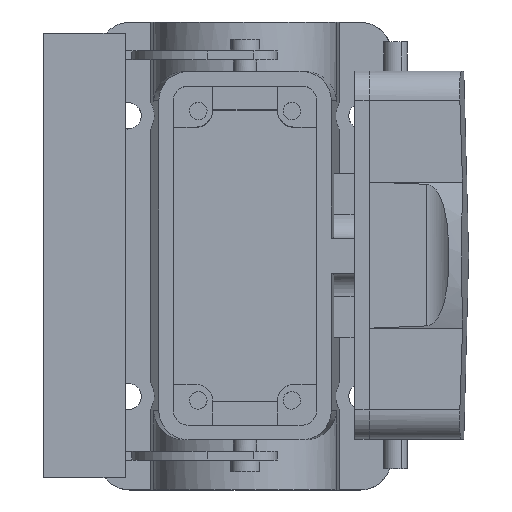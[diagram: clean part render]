
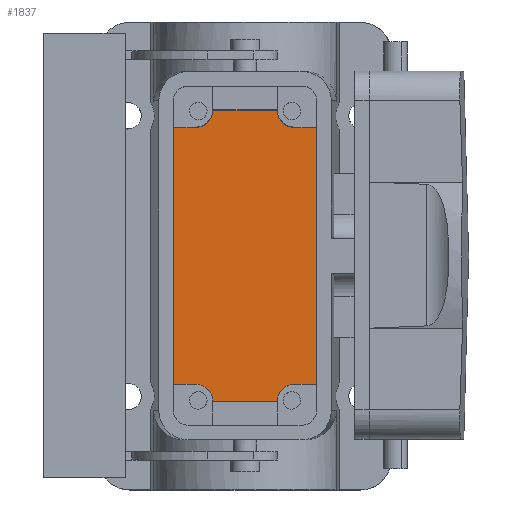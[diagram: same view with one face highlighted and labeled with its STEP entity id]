
A CAD part, top view. The second image highlights one B-rep face of the part: STEP entity #1837.
In plain terms, the highlighted planar face has unit normal (0, 0, 1).
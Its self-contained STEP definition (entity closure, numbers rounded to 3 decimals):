
#355=AXIS2_PLACEMENT_3D('Circle Axis2P3D',#353,#354,$) ;
#404=AXIS2_PLACEMENT_3D('Circle Axis2P3D',#402,#403,$) ;
#1774=AXIS2_PLACEMENT_3D('Plane Axis2P3D',#1771,#1772,#1773) ;
#1792=AXIS2_PLACEMENT_3D('Circle Axis2P3D',#1790,#1791,$) ;
#1806=AXIS2_PLACEMENT_3D('Circle Axis2P3D',#1804,#1805,$) ;
#350=CARTESIAN_POINT('Vertex',(26.,62.,4.5)) ;
#353=CARTESIAN_POINT('Axis2P3D Location',(26.,65.,4.5)) ;
#357=CARTESIAN_POINT('Vertex',(29.,65.,4.5)) ;
#378=CARTESIAN_POINT('Line Origine',(34.5,65.,4.5)) ;
#382=CARTESIAN_POINT('Vertex',(40.,65.,4.5)) ;
#402=CARTESIAN_POINT('Axis2P3D Location',(43.,65.,4.5)) ;
#406=CARTESIAN_POINT('Vertex',(43.,62.,4.5)) ;
#426=CARTESIAN_POINT('Line Origine',(44.875,62.,4.5)) ;
#430=CARTESIAN_POINT('Vertex',(46.75,62.,4.5)) ;
#546=CARTESIAN_POINT('Vertex',(22.25,62.,4.5)) ;
#549=CARTESIAN_POINT('Line Origine',(24.125,62.,4.5)) ;
#1771=CARTESIAN_POINT('Axis2P3D Location',(34.5,40.,4.5)) ;
#1776=CARTESIAN_POINT('Line Origine',(22.25,40.,4.5)) ;
#1780=CARTESIAN_POINT('Vertex',(22.25,18.,4.5)) ;
#1783=CARTESIAN_POINT('Line Origine',(24.125,18.,4.5)) ;
#1787=CARTESIAN_POINT('Vertex',(26.,18.,4.5)) ;
#1790=CARTESIAN_POINT('Axis2P3D Location',(26.,15.,4.5)) ;
#1794=CARTESIAN_POINT('Vertex',(29.,15.,4.5)) ;
#1797=CARTESIAN_POINT('Line Origine',(34.5,15.,4.5)) ;
#1801=CARTESIAN_POINT('Vertex',(40.,15.,4.5)) ;
#1804=CARTESIAN_POINT('Axis2P3D Location',(43.,15.,4.5)) ;
#1808=CARTESIAN_POINT('Vertex',(43.,18.,4.5)) ;
#1811=CARTESIAN_POINT('Line Origine',(44.875,18.,4.5)) ;
#1815=CARTESIAN_POINT('Vertex',(46.75,18.,4.5)) ;
#1818=CARTESIAN_POINT('Line Origine',(46.75,40.,4.5)) ;
#354=DIRECTION('Axis2P3D Direction',(0.,0.,-1.)) ;
#379=DIRECTION('Vector Direction',(-1.,0.,0.)) ;
#403=DIRECTION('Axis2P3D Direction',(0.,-0.,-1.)) ;
#427=DIRECTION('Vector Direction',(1.,0.,0.)) ;
#550=DIRECTION('Vector Direction',(-1.,0.,0.)) ;
#1772=DIRECTION('Axis2P3D Direction',(-0.,0.,1.)) ;
#1773=DIRECTION('Axis2P3D XDirection',(0.,-1.,0.)) ;
#1777=DIRECTION('Vector Direction',(0.,1.,0.)) ;
#1784=DIRECTION('Vector Direction',(-1.,0.,0.)) ;
#1791=DIRECTION('Axis2P3D Direction',(-0.,0.,1.)) ;
#1798=DIRECTION('Vector Direction',(-1.,0.,0.)) ;
#1805=DIRECTION('Axis2P3D Direction',(-0.,0.,1.)) ;
#1812=DIRECTION('Vector Direction',(1.,0.,0.)) ;
#1819=DIRECTION('Vector Direction',(0.,-1.,0.)) ;
#380=VECTOR('Line Direction',#379,1.) ;
#428=VECTOR('Line Direction',#427,1.) ;
#551=VECTOR('Line Direction',#550,1.) ;
#1778=VECTOR('Line Direction',#1777,1.) ;
#1785=VECTOR('Line Direction',#1784,1.) ;
#1799=VECTOR('Line Direction',#1798,1.) ;
#1813=VECTOR('Line Direction',#1812,1.) ;
#1820=VECTOR('Line Direction',#1819,1.) ;
#1824=ORIENTED_EDGE('',*,*,#359,.F.) ;
#1825=ORIENTED_EDGE('',*,*,#553,.T.) ;
#1826=ORIENTED_EDGE('',*,*,#1782,.T.) ;
#1827=ORIENTED_EDGE('',*,*,#1789,.F.) ;
#1828=ORIENTED_EDGE('',*,*,#1796,.F.) ;
#1829=ORIENTED_EDGE('',*,*,#1803,.F.) ;
#1830=ORIENTED_EDGE('',*,*,#1810,.F.) ;
#1831=ORIENTED_EDGE('',*,*,#1817,.T.) ;
#1832=ORIENTED_EDGE('',*,*,#1822,.T.) ;
#1833=ORIENTED_EDGE('',*,*,#432,.F.) ;
#1834=ORIENTED_EDGE('',*,*,#408,.F.) ;
#1835=ORIENTED_EDGE('',*,*,#384,.T.) ;
#1837=ADVANCED_FACE('Housing',(#1836),#1775,.T.) ;
#356=CIRCLE('generated circle',#355,3.) ;
#405=CIRCLE('generated circle',#404,3.) ;
#1793=CIRCLE('generated circle',#1792,3.) ;
#1807=CIRCLE('generated circle',#1806,3.) ;
#359=EDGE_CURVE('',#351,#358,#356,.F.) ;
#384=EDGE_CURVE('',#383,#358,#381,.T.) ;
#408=EDGE_CURVE('',#383,#407,#405,.F.) ;
#432=EDGE_CURVE('',#407,#431,#429,.T.) ;
#553=EDGE_CURVE('',#351,#547,#552,.T.) ;
#1782=EDGE_CURVE('',#547,#1781,#1779,.F.) ;
#1789=EDGE_CURVE('',#1788,#1781,#1786,.T.) ;
#1796=EDGE_CURVE('',#1795,#1788,#1793,.T.) ;
#1803=EDGE_CURVE('',#1802,#1795,#1800,.T.) ;
#1810=EDGE_CURVE('',#1809,#1802,#1807,.T.) ;
#1817=EDGE_CURVE('',#1809,#1816,#1814,.T.) ;
#1822=EDGE_CURVE('',#1816,#431,#1821,.F.) ;
#1823=EDGE_LOOP('',(#1824,#1825,#1826,#1827,#1828,#1829,#1830,#1831,#1832,#1833,#1834,#1835)) ;
#1836=FACE_OUTER_BOUND('',#1823,.T.) ;
#381=LINE('Line',#378,#380) ;
#429=LINE('Line',#426,#428) ;
#552=LINE('Line',#549,#551) ;
#1779=LINE('Line',#1776,#1778) ;
#1786=LINE('Line',#1783,#1785) ;
#1800=LINE('Line',#1797,#1799) ;
#1814=LINE('Line',#1811,#1813) ;
#1821=LINE('Line',#1818,#1820) ;
#1775=PLANE('',#1774) ;
#351=VERTEX_POINT('',#350) ;
#358=VERTEX_POINT('',#357) ;
#383=VERTEX_POINT('',#382) ;
#407=VERTEX_POINT('',#406) ;
#431=VERTEX_POINT('',#430) ;
#547=VERTEX_POINT('',#546) ;
#1781=VERTEX_POINT('',#1780) ;
#1788=VERTEX_POINT('',#1787) ;
#1795=VERTEX_POINT('',#1794) ;
#1802=VERTEX_POINT('',#1801) ;
#1809=VERTEX_POINT('',#1808) ;
#1816=VERTEX_POINT('',#1815) ;
